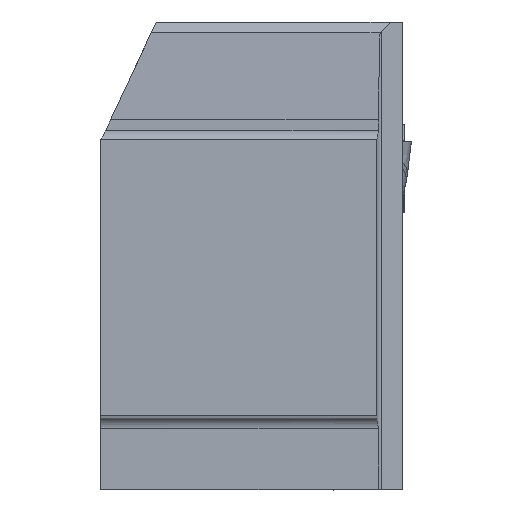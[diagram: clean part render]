
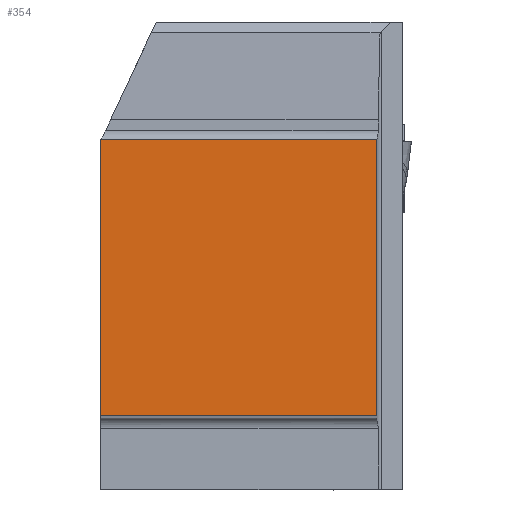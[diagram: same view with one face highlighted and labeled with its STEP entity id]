
A CAD part, top view. The second image highlights one B-rep face of the part: STEP entity #354.
In plain terms, the highlighted planar face has unit normal (0, 0, 1).
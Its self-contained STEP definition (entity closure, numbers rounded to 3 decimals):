
#354=ADVANCED_FACE('',(#581),#412,.T.);
#412=PLANE('',#3720);
#581=FACE_OUTER_BOUND('',#764,.T.);
#764=EDGE_LOOP('',(#1736,#1737,#1738,#1739));
#1736=ORIENTED_EDGE('',*,*,#2602,.F.);
#1737=ORIENTED_EDGE('',*,*,#2599,.F.);
#1738=ORIENTED_EDGE('',*,*,#2609,.F.);
#1739=ORIENTED_EDGE('',*,*,#2605,.F.);
#2111=VERTEX_POINT('',#11668);
#2112=VERTEX_POINT('',#11670);
#2114=VERTEX_POINT('',#11676);
#2116=VERTEX_POINT('',#11682);
#2599=EDGE_CURVE('',#2111,#2112,#3194,.T.);
#2602=EDGE_CURVE('',#2112,#2114,#3196,.T.);
#2605=EDGE_CURVE('',#2114,#2116,#3199,.T.);
#2609=EDGE_CURVE('',#2116,#2111,#3202,.T.);
#3194=LINE('',#11669,#3380);
#3196=LINE('',#11675,#3382);
#3199=LINE('',#11681,#3385);
#3202=LINE('',#11688,#3388);
#3380=VECTOR('',#4382,1.);
#3382=VECTOR('',#4388,1.);
#3385=VECTOR('',#4393,1.);
#3388=VECTOR('',#4400,1.);
#3720=AXIS2_PLACEMENT_3D('',#11717,#4416,#4417);
#4382=DIRECTION('',(1.,0.,0.));
#4388=DIRECTION('',(0.,-1.,0.));
#4393=DIRECTION('',(-1.,0.,0.));
#4400=DIRECTION('',(0.,1.,0.));
#4416=DIRECTION('',(0.,0.,1.));
#4417=DIRECTION('',(1.,0.,0.));
#11668=CARTESIAN_POINT('',(0.,25.4,0.));
#11669=CARTESIAN_POINT('',(0.,25.4,0.));
#11670=CARTESIAN_POINT('',(25.4,25.4,0.));
#11675=CARTESIAN_POINT('',(25.4,25.4,0.));
#11676=CARTESIAN_POINT('',(25.4,0.,0.));
#11681=CARTESIAN_POINT('',(25.4,0.,0.));
#11682=CARTESIAN_POINT('',(0.,0.,0.));
#11688=CARTESIAN_POINT('',(0.,0.,0.));
#11717=CARTESIAN_POINT('',(12.7,12.7,0.));
